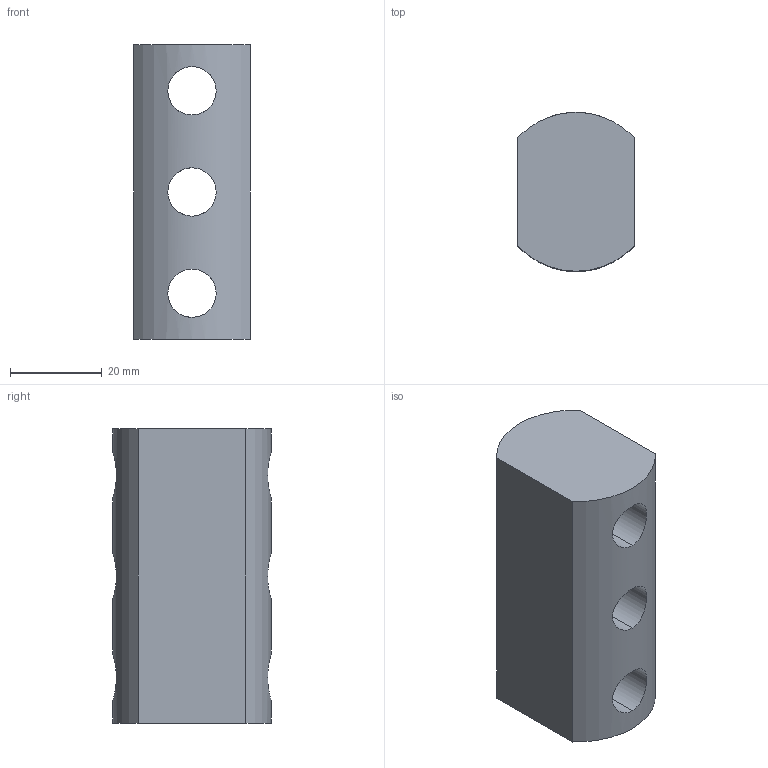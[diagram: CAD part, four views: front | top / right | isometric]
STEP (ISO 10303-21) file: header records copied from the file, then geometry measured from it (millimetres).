
FILE_DESCRIPTION (( 'STEP AP214' ), '1' );
FILE_NAME ('48 - tube support short.STEP', '2016-11-26T23:46:13', ( '' ), ( '' ), 'SwSTEP 2.0', 'SolidWorks 2014', '' );
FILE_SCHEMA (( 'AUTOMOTIVE_DESIGN' ));
Length unit declared in the file: millimetre
Products named in the file (1): 48 - tube support short
Bounding box: 25.4 x 34.54 x 64 mm (x, y, z)
Volume: 41705.7 mm3; surface area: 11042.3 mm2
Topology: 1 solids, 1 shells, 12 faces, 30 edges, 20 vertices
Faces by surface type: cylinder 8, plane 4
Entity records: 848 total; most frequent: CARTESIAN_POINT 531, ORIENTED_EDGE 60, DIRECTION 48, EDGE_CURVE 30, VERTEX_POINT 20, EDGE_LOOP 18, AXIS2_PLACEMENT_3D 17, LINE 14
